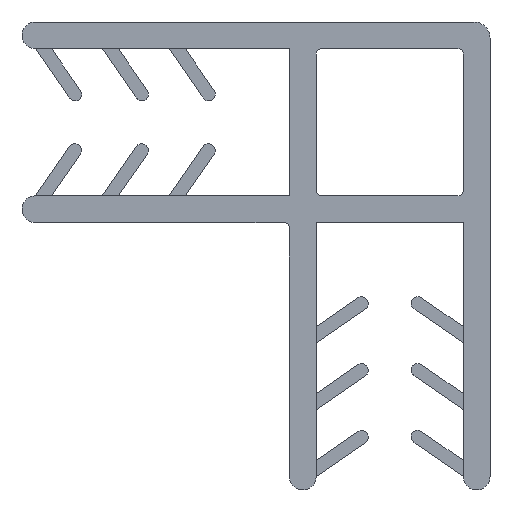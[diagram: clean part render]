
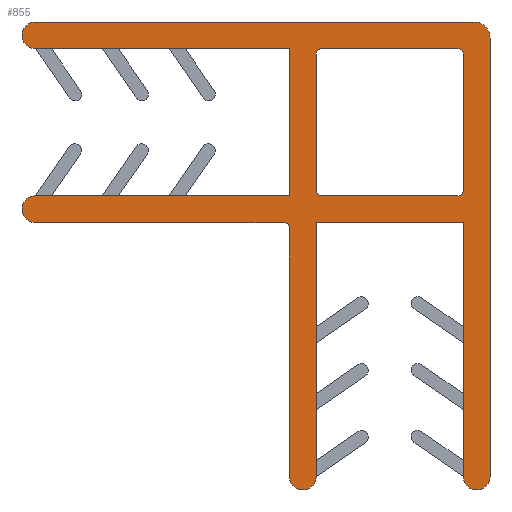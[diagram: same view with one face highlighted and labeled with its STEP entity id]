
A CAD part, front view. The second image highlights one B-rep face of the part: STEP entity #855.
In plain terms, the highlighted planar face has unit normal (0, -1, 0).
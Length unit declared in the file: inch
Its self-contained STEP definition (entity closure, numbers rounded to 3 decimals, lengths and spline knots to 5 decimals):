
#35=CARTESIAN_POINT('',(3.88,2.8,-0.325));
#36=VERTEX_POINT('',#35);
#43=CARTESIAN_POINT('',(3.89,2.8,-0.315));
#44=VERTEX_POINT('',#43);
#45=CARTESIAN_POINT('',(3.88,2.8,-0.315));
#46=DIRECTION('',(0.,-1.,0.));
#47=DIRECTION('',(1.,0.,0.));
#48=AXIS2_PLACEMENT_3D('',#45,#46,#47);
#49=CIRCLE('',#48,0.01);
#50=EDGE_CURVE('',#36,#44,#49,.T.);
#74=CARTESIAN_POINT('',(3.625,2.8,-0.325));
#75=VERTEX_POINT('',#74);
#82=CARTESIAN_POINT('',(3.88,2.8,-0.325));
#83=DIRECTION('',(1.,0.,0.));
#84=VECTOR('',#83,1.);
#85=LINE('',#82,#84);
#86=EDGE_CURVE('',#75,#36,#85,.T.);
#106=CARTESIAN_POINT('',(3.615,2.8,-0.315));
#107=VERTEX_POINT('',#106);
#114=CARTESIAN_POINT('',(3.625,2.8,-0.315));
#115=DIRECTION('',(0.,-1.,0.));
#116=DIRECTION('',(1.,0.,0.));
#117=AXIS2_PLACEMENT_3D('',#114,#115,#116);
#118=CIRCLE('',#117,0.01);
#119=EDGE_CURVE('',#107,#75,#118,.T.);
#138=CARTESIAN_POINT('',(3.615,2.8,-0.06));
#139=VERTEX_POINT('',#138);
#146=CARTESIAN_POINT('',(3.615,2.8,-0.315));
#147=DIRECTION('',(0.,0.,-1.));
#148=VECTOR('',#147,1.);
#149=LINE('',#146,#148);
#150=EDGE_CURVE('',#139,#107,#149,.T.);
#170=CARTESIAN_POINT('',(3.625,2.8,-0.05));
#171=VERTEX_POINT('',#170);
#178=CARTESIAN_POINT('',(3.625,2.8,-0.06));
#179=DIRECTION('',(0.,-1.,0.));
#180=DIRECTION('',(1.,0.,0.));
#181=AXIS2_PLACEMENT_3D('',#178,#179,#180);
#182=CIRCLE('',#181,0.01);
#183=EDGE_CURVE('',#171,#139,#182,.T.);
#202=CARTESIAN_POINT('',(3.88,2.8,-0.05));
#203=VERTEX_POINT('',#202);
#210=CARTESIAN_POINT('',(3.625,2.8,-0.05));
#211=DIRECTION('',(-1.,0.,0.));
#212=VECTOR('',#211,1.);
#213=LINE('',#210,#212);
#214=EDGE_CURVE('',#203,#171,#213,.T.);
#234=CARTESIAN_POINT('',(3.89,2.8,-0.06));
#235=VERTEX_POINT('',#234);
#242=CARTESIAN_POINT('',(3.88,2.8,-0.06));
#243=DIRECTION('',(0.,-1.,0.));
#244=DIRECTION('',(1.,0.,0.));
#245=AXIS2_PLACEMENT_3D('',#242,#243,#244);
#246=CIRCLE('',#245,0.01);
#247=EDGE_CURVE('',#235,#203,#246,.T.);
#265=CARTESIAN_POINT('',(3.89,2.8,-0.315));
#266=DIRECTION('',(0.,0.,1.));
#267=VECTOR('',#266,1.);
#268=LINE('',#265,#267);
#269=EDGE_CURVE('',#44,#235,#268,.T.);
#291=CARTESIAN_POINT('',(3.91,2.8,0.));
#292=VERTEX_POINT('',#291);
#299=CARTESIAN_POINT('',(3.94,2.8,-0.03));
#300=VERTEX_POINT('',#299);
#301=CARTESIAN_POINT('',(3.91,2.8,-0.03));
#302=DIRECTION('',(0.,1.,0.));
#303=DIRECTION('',(1.,0.,0.));
#304=AXIS2_PLACEMENT_3D('',#301,#302,#303);
#305=CIRCLE('',#304,0.03);
#306=EDGE_CURVE('',#292,#300,#305,.T.);
#330=CARTESIAN_POINT('',(3.09,2.8,0.));
#331=VERTEX_POINT('',#330);
#338=CARTESIAN_POINT('',(3.91,2.8,0.));
#339=DIRECTION('',(1.,0.,0.));
#340=VECTOR('',#339,1.);
#341=LINE('',#338,#340);
#342=EDGE_CURVE('',#331,#292,#341,.T.);
#362=CARTESIAN_POINT('',(3.09,2.8,-0.05));
#363=VERTEX_POINT('',#362);
#370=CARTESIAN_POINT('',(3.09,2.8,-0.025));
#371=DIRECTION('',(0.,1.,0.));
#372=DIRECTION('',(1.,0.,0.));
#373=AXIS2_PLACEMENT_3D('',#370,#371,#372);
#374=CIRCLE('',#373,0.025);
#375=EDGE_CURVE('',#363,#331,#374,.T.);
#394=CARTESIAN_POINT('',(3.565,2.8,-0.05));
#395=VERTEX_POINT('',#394);
#402=CARTESIAN_POINT('',(3.565,2.8,-0.05));
#403=DIRECTION('',(-1.,0.,0.));
#404=VECTOR('',#403,1.);
#405=LINE('',#402,#404);
#406=EDGE_CURVE('',#395,#363,#405,.T.);
#425=CARTESIAN_POINT('',(3.565,2.8,-0.325));
#426=VERTEX_POINT('',#425);
#433=CARTESIAN_POINT('',(3.565,2.8,-0.325));
#434=DIRECTION('',(0.,0.,1.));
#435=VECTOR('',#434,1.);
#436=LINE('',#433,#435);
#437=EDGE_CURVE('',#426,#395,#436,.T.);
#456=CARTESIAN_POINT('',(3.09,2.8,-0.325));
#457=VERTEX_POINT('',#456);
#464=CARTESIAN_POINT('',(3.09,2.8,-0.325));
#465=DIRECTION('',(1.,0.,0.));
#466=VECTOR('',#465,1.);
#467=LINE('',#464,#466);
#468=EDGE_CURVE('',#457,#426,#467,.T.);
#488=CARTESIAN_POINT('',(3.09,2.8,-0.375));
#489=VERTEX_POINT('',#488);
#496=CARTESIAN_POINT('',(3.09,2.8,-0.35));
#497=DIRECTION('',(0.,1.,0.));
#498=DIRECTION('',(1.,0.,0.));
#499=AXIS2_PLACEMENT_3D('',#496,#497,#498);
#500=CIRCLE('',#499,0.025);
#501=EDGE_CURVE('',#489,#457,#500,.T.);
#520=CARTESIAN_POINT('',(3.555,2.8,-0.375));
#521=VERTEX_POINT('',#520);
#528=CARTESIAN_POINT('',(3.09,2.8,-0.375));
#529=DIRECTION('',(-1.,0.,0.));
#530=VECTOR('',#529,1.);
#531=LINE('',#528,#530);
#532=EDGE_CURVE('',#521,#489,#531,.T.);
#552=CARTESIAN_POINT('',(3.565,2.8,-0.385));
#553=VERTEX_POINT('',#552);
#560=CARTESIAN_POINT('',(3.555,2.8,-0.385));
#561=DIRECTION('',(0.,-1.,0.));
#562=DIRECTION('',(1.,0.,0.));
#563=AXIS2_PLACEMENT_3D('',#560,#561,#562);
#564=CIRCLE('',#563,0.01);
#565=EDGE_CURVE('',#553,#521,#564,.T.);
#584=CARTESIAN_POINT('',(3.565,2.8,-0.85));
#585=VERTEX_POINT('',#584);
#592=CARTESIAN_POINT('',(3.565,2.8,-0.385));
#593=DIRECTION('',(0.,0.,1.));
#594=VECTOR('',#593,1.);
#595=LINE('',#592,#594);
#596=EDGE_CURVE('',#585,#553,#595,.T.);
#616=CARTESIAN_POINT('',(3.615,2.8,-0.85));
#617=VERTEX_POINT('',#616);
#624=CARTESIAN_POINT('',(3.59,2.8,-0.85));
#625=DIRECTION('',(0.,1.,0.));
#626=DIRECTION('',(1.,0.,0.));
#627=AXIS2_PLACEMENT_3D('',#624,#625,#626);
#628=CIRCLE('',#627,0.025);
#629=EDGE_CURVE('',#617,#585,#628,.T.);
#648=CARTESIAN_POINT('',(3.615,2.8,-0.375));
#649=VERTEX_POINT('',#648);
#656=CARTESIAN_POINT('',(3.615,2.8,-0.375));
#657=DIRECTION('',(0.,0.,-1.));
#658=VECTOR('',#657,1.);
#659=LINE('',#656,#658);
#660=EDGE_CURVE('',#649,#617,#659,.T.);
#679=CARTESIAN_POINT('',(3.89,2.8,-0.375));
#680=VERTEX_POINT('',#679);
#687=CARTESIAN_POINT('',(3.89,2.8,-0.375));
#688=DIRECTION('',(-1.,0.,0.));
#689=VECTOR('',#688,1.);
#690=LINE('',#687,#689);
#691=EDGE_CURVE('',#680,#649,#690,.T.);
#710=CARTESIAN_POINT('',(3.89,2.8,-0.85));
#711=VERTEX_POINT('',#710);
#718=CARTESIAN_POINT('',(3.89,2.8,-0.85));
#719=DIRECTION('',(0.,0.,1.));
#720=VECTOR('',#719,1.);
#721=LINE('',#718,#720);
#722=EDGE_CURVE('',#711,#680,#721,.T.);
#742=CARTESIAN_POINT('',(3.94,2.8,-0.85));
#743=VERTEX_POINT('',#742);
#750=CARTESIAN_POINT('',(3.915,2.8,-0.85));
#751=DIRECTION('',(0.,1.,0.));
#752=DIRECTION('',(1.,0.,0.));
#753=AXIS2_PLACEMENT_3D('',#750,#751,#752);
#754=CIRCLE('',#753,0.025);
#755=EDGE_CURVE('',#743,#711,#754,.T.);
#773=CARTESIAN_POINT('',(3.94,2.8,-0.85));
#774=DIRECTION('',(0.,0.,-1.));
#775=VECTOR('',#774,1.);
#776=LINE('',#773,#775);
#777=EDGE_CURVE('',#300,#743,#776,.T.);
#822=ORIENTED_EDGE('',*,*,#755,.F.);
#823=ORIENTED_EDGE('',*,*,#777,.F.);
#824=ORIENTED_EDGE('',*,*,#306,.F.);
#825=ORIENTED_EDGE('',*,*,#342,.F.);
#826=ORIENTED_EDGE('',*,*,#375,.F.);
#827=ORIENTED_EDGE('',*,*,#406,.F.);
#828=ORIENTED_EDGE('',*,*,#437,.F.);
#829=ORIENTED_EDGE('',*,*,#468,.F.);
#830=ORIENTED_EDGE('',*,*,#501,.F.);
#831=ORIENTED_EDGE('',*,*,#532,.F.);
#832=ORIENTED_EDGE('',*,*,#565,.F.);
#833=ORIENTED_EDGE('',*,*,#596,.F.);
#834=ORIENTED_EDGE('',*,*,#629,.F.);
#835=ORIENTED_EDGE('',*,*,#660,.F.);
#836=ORIENTED_EDGE('',*,*,#691,.F.);
#837=ORIENTED_EDGE('',*,*,#722,.F.);
#838=EDGE_LOOP('',(#822,#823,#824,#825,#826,#827,#828,#829,#830,#831,#832,#833,#834,#835,#836,#837));
#839=FACE_OUTER_BOUND('',#838,.T.);
#840=ORIENTED_EDGE('',*,*,#247,.F.);
#841=ORIENTED_EDGE('',*,*,#269,.F.);
#842=ORIENTED_EDGE('',*,*,#50,.F.);
#843=ORIENTED_EDGE('',*,*,#86,.F.);
#844=ORIENTED_EDGE('',*,*,#119,.F.);
#845=ORIENTED_EDGE('',*,*,#150,.F.);
#846=ORIENTED_EDGE('',*,*,#183,.F.);
#847=ORIENTED_EDGE('',*,*,#214,.F.);
#848=EDGE_LOOP('',(#840,#841,#842,#843,#844,#845,#846,#847));
#849=FACE_BOUND('',#848,.T.);
#850=CARTESIAN_POINT('',(3.89,2.8,-0.23536));
#851=DIRECTION('',(0.,1.,0.));
#852=DIRECTION('',(1.,0.,0.));
#853=AXIS2_PLACEMENT_3D('',#850,#851,#852);
#854=PLANE('',#853);
#855=ADVANCED_FACE('',(#839,#849),#854,.F.);
